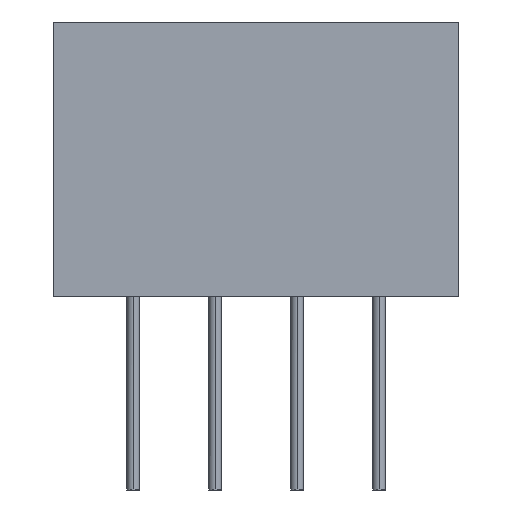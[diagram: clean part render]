
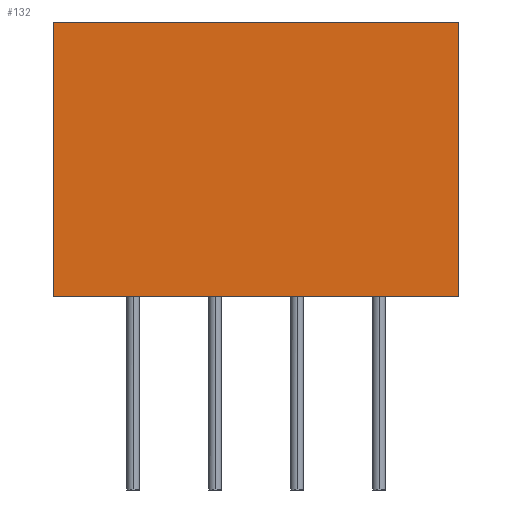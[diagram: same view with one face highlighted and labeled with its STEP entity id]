
A CAD part, left-side view. The second image highlights one B-rep face of the part: STEP entity #132.
In plain terms, the highlighted free-form (B-spline) face has degree [1, 1] with [2, 2] control points.
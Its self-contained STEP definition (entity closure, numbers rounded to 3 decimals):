
#132=ADVANCED_FACE('',(#228),#2905,.T.);
#228=FACE_OUTER_BOUND('',#328,.T.);
#328=EDGE_LOOP('',(#727,#728,#729,#730));
#727=ORIENTED_EDGE('',*,*,#2613,.T.);
#728=ORIENTED_EDGE('',*,*,#2606,.F.);
#729=ORIENTED_EDGE('',*,*,#2614,.T.);
#730=ORIENTED_EDGE('',*,*,#2611,.F.);
#1144=PCURVE('',#2902,#1570);
#1150=PCURVE('',#2904,#1576);
#1153=PCURVE('',#2905,#1579);
#1154=PCURVE('',#2905,#1580);
#1155=PCURVE('',#2905,#1581);
#1156=PCURVE('',#2905,#1582);
#1157=PCURVE('',#2906,#1583);
#1164=PCURVE('',#2907,#1590);
#1570=DEFINITIONAL_REPRESENTATION('',(#2136),#6005);
#1576=DEFINITIONAL_REPRESENTATION('',(#2147),#6005);
#1579=DEFINITIONAL_REPRESENTATION('',(#2152),#6005);
#1580=DEFINITIONAL_REPRESENTATION('',(#2153),#6005);
#1581=DEFINITIONAL_REPRESENTATION('',(#2155),#6005);
#1582=DEFINITIONAL_REPRESENTATION('',(#2156),#6005);
#1583=DEFINITIONAL_REPRESENTATION('',(#2157),#6005);
#1590=DEFINITIONAL_REPRESENTATION('',(#2164),#6005);
#2135=B_SPLINE_CURVE_WITH_KNOTS('',1,(#5871,#5872),.UNSPECIFIED.,.F.,.F.,
(2,2),(-8.5,0.),.UNSPECIFIED.);
#2136=B_SPLINE_CURVE_WITH_KNOTS('',1,(#5873,#5874),.UNSPECIFIED.,.F.,.F.,
(2,2),(-8.5,0.),.UNSPECIFIED.);
#2146=B_SPLINE_CURVE_WITH_KNOTS('',1,(#5893,#5894),.UNSPECIFIED.,.F.,.F.,
(2,2),(0.,8.5),.UNSPECIFIED.);
#2147=B_SPLINE_CURVE_WITH_KNOTS('',1,(#5895,#5896),.UNSPECIFIED.,.F.,.F.,
(2,2),(0.,8.5),.UNSPECIFIED.);
#2151=B_SPLINE_CURVE_WITH_KNOTS('',1,(#5903,#5904),.UNSPECIFIED.,.F.,.F.,
(2,2),(56.75,69.3),.UNSPECIFIED.);
#2152=B_SPLINE_CURVE_WITH_KNOTS('',1,(#5905,#5906),.UNSPECIFIED.,.F.,.F.,
(2,2),(56.75,69.3),.UNSPECIFIED.);
#2153=B_SPLINE_CURVE_WITH_KNOTS('',1,(#5907,#5908),.UNSPECIFIED.,.F.,.F.,
(2,2),(-8.5,0.),.UNSPECIFIED.);
#2154=B_SPLINE_CURVE_WITH_KNOTS('',1,(#5909,#5910),.UNSPECIFIED.,.F.,.F.,
(2,2),(-69.3,-56.75),.UNSPECIFIED.);
#2155=B_SPLINE_CURVE_WITH_KNOTS('',1,(#5911,#5912),.UNSPECIFIED.,.F.,.F.,
(2,2),(-69.3,-56.75),.UNSPECIFIED.);
#2156=B_SPLINE_CURVE_WITH_KNOTS('',1,(#5913,#5914),.UNSPECIFIED.,.F.,.F.,
(2,2),(0.,8.5),.UNSPECIFIED.);
#2157=B_SPLINE_CURVE_WITH_KNOTS('',1,(#5915,#5916),.UNSPECIFIED.,.F.,.F.,
(2,2),(56.75,69.3),.UNSPECIFIED.);
#2164=B_SPLINE_CURVE_WITH_KNOTS('',1,(#5929,#5930),.UNSPECIFIED.,.F.,.F.,
(2,2),(-69.3,-56.75),.UNSPECIFIED.);
#2393=SURFACE_CURVE('',#2135,(#1144,#1154),.PCURVE_S1.);
#2398=SURFACE_CURVE('',#2146,(#1150,#1156),.PCURVE_S1.);
#2400=SURFACE_CURVE('',#2151,(#1153,#1157),.PCURVE_S1.);
#2401=SURFACE_CURVE('',#2154,(#1155,#1164),.PCURVE_S1.);
#2606=EDGE_CURVE('',#2816,#2813,#2393,.T.);
#2611=EDGE_CURVE('',#2819,#2820,#2398,.T.);
#2613=EDGE_CURVE('',#2819,#2813,#2400,.T.);
#2614=EDGE_CURVE('',#2816,#2820,#2401,.T.);
#2813=VERTEX_POINT('',#5843);
#2816=VERTEX_POINT('',#5846);
#2819=VERTEX_POINT('',#5849);
#2820=VERTEX_POINT('',#5850);
#2902=B_SPLINE_SURFACE_WITH_KNOTS('',1,1,((#5799,#5800),(#5801,#5802)),
 .UNSPECIFIED.,.F.,.F.,.F.,(2,2),(2,2),(0.,22.1),(0.,8.5),.UNSPECIFIED.);
#2904=B_SPLINE_SURFACE_WITH_KNOTS('',1,1,((#5807,#5808),(#5809,#5810)),
 .UNSPECIFIED.,.F.,.F.,.F.,(2,2),(2,2),(34.65,56.75),(0.,8.5),
 .UNSPECIFIED.);
#2905=B_SPLINE_SURFACE_WITH_KNOTS('',1,1,((#5811,#5812),(#5813,#5814)),
 .UNSPECIFIED.,.F.,.F.,.F.,(2,2),(2,2),(56.75,69.3),(0.,8.5),
 .UNSPECIFIED.);
#2906=B_SPLINE_SURFACE_WITH_KNOTS('',1,1,((#5815,#5816),(#5817,#5818)),
 .UNSPECIFIED.,.F.,.F.,.F.,(2,2),(2,2),(0.,12.55),(0.,22.1),
 .UNSPECIFIED.);
#2907=B_SPLINE_SURFACE_WITH_KNOTS('',1,1,((#5819,#5820),(#5821,#5822)),
 .UNSPECIFIED.,.F.,.F.,.F.,(2,2),(2,2),(0.,22.1),(0.,12.55),
 .UNSPECIFIED.);
#5799=CARTESIAN_POINT('',(-2.3,-2.46,0.));
#5800=CARTESIAN_POINT('',(-2.3,-2.46,8.5));
#5801=CARTESIAN_POINT('',(19.8,-2.46,0.));
#5802=CARTESIAN_POINT('',(19.8,-2.46,8.5));
#5807=CARTESIAN_POINT('',(19.8,10.09,0.));
#5808=CARTESIAN_POINT('',(19.8,10.09,8.5));
#5809=CARTESIAN_POINT('',(-2.3,10.09,0.));
#5810=CARTESIAN_POINT('',(-2.3,10.09,8.5));
#5811=CARTESIAN_POINT('',(-2.3,10.09,0.));
#5812=CARTESIAN_POINT('',(-2.3,10.09,8.5));
#5813=CARTESIAN_POINT('',(-2.3,-2.46,0.));
#5814=CARTESIAN_POINT('',(-2.3,-2.46,8.5));
#5815=CARTESIAN_POINT('',(-2.3,-2.46,0.));
#5816=CARTESIAN_POINT('',(19.8,-2.46,0.));
#5817=CARTESIAN_POINT('',(-2.3,10.09,0.));
#5818=CARTESIAN_POINT('',(19.8,10.09,0.));
#5819=CARTESIAN_POINT('',(-2.3,-2.46,8.5));
#5820=CARTESIAN_POINT('',(-2.3,10.09,8.5));
#5821=CARTESIAN_POINT('',(19.8,-2.46,8.5));
#5822=CARTESIAN_POINT('',(19.8,10.09,8.5));
#5843=CARTESIAN_POINT('',(-2.3,-2.46,0.));
#5846=CARTESIAN_POINT('',(-2.3,-2.46,8.5));
#5849=CARTESIAN_POINT('',(-2.3,10.09,0.));
#5850=CARTESIAN_POINT('',(-2.3,10.09,8.5));
#5871=CARTESIAN_POINT('',(-2.3,-2.46,8.5));
#5872=CARTESIAN_POINT('',(-2.3,-2.46,0.));
#5873=CARTESIAN_POINT('',(0.,8.5));
#5874=CARTESIAN_POINT('',(0.,0.));
#5893=CARTESIAN_POINT('',(-2.3,10.09,0.));
#5894=CARTESIAN_POINT('',(-2.3,10.09,8.5));
#5895=CARTESIAN_POINT('',(56.75,0.));
#5896=CARTESIAN_POINT('',(56.75,8.5));
#5903=CARTESIAN_POINT('',(-2.3,10.09,0.));
#5904=CARTESIAN_POINT('',(-2.3,-2.46,0.));
#5905=CARTESIAN_POINT('',(56.75,0.));
#5906=CARTESIAN_POINT('',(69.3,0.));
#5907=CARTESIAN_POINT('',(69.3,8.5));
#5908=CARTESIAN_POINT('',(69.3,0.));
#5909=CARTESIAN_POINT('',(-2.3,-2.46,8.5));
#5910=CARTESIAN_POINT('',(-2.3,10.09,8.5));
#5911=CARTESIAN_POINT('',(69.3,8.5));
#5912=CARTESIAN_POINT('',(56.75,8.5));
#5913=CARTESIAN_POINT('',(56.75,0.));
#5914=CARTESIAN_POINT('',(56.75,8.5));
#5915=CARTESIAN_POINT('',(12.55,0.));
#5916=CARTESIAN_POINT('',(0.,0.));
#5929=CARTESIAN_POINT('',(0.,0.));
#5930=CARTESIAN_POINT('',(0.,12.55));
#6005=(
GEOMETRIC_REPRESENTATION_CONTEXT(2)
PARAMETRIC_REPRESENTATION_CONTEXT()
REPRESENTATION_CONTEXT('pspace','')
);
